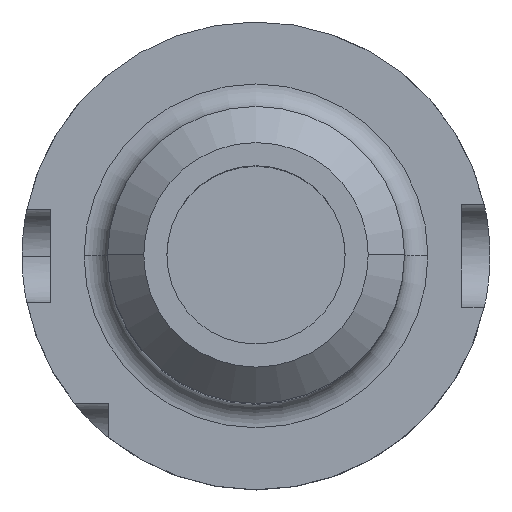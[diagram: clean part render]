
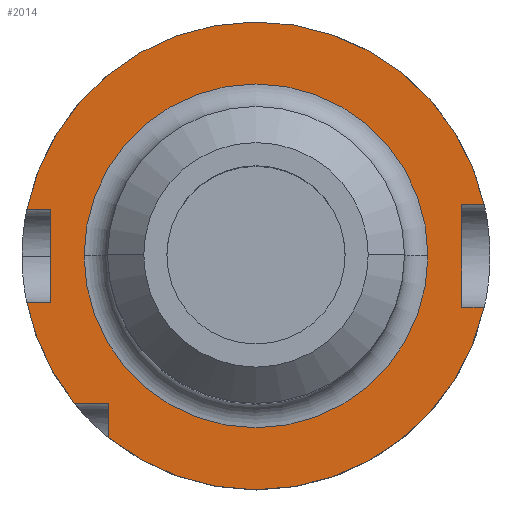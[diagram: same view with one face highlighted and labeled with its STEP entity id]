
A CAD part, top view. The second image highlights one B-rep face of the part: STEP entity #2014.
In plain terms, the highlighted planar face has unit normal (0, 0, 1).
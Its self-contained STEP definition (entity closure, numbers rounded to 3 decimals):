
#97 = VERTEX_POINT ( 'NONE', #1218 ) ;
#129 = ORIENTED_EDGE ( 'NONE', *, *, #2345, .T. ) ;
#130 = CARTESIAN_POINT ( 'NONE',  ( 0., 0., 29. ) ) ;
#168 = CARTESIAN_POINT ( 'NONE',  ( -31.5, 31.75, 29. ) ) ;
#179 = VECTOR ( 'NONE', #1547, 1000. ) ;
#215 = LINE ( 'NONE', #753, #2076 ) ;
#252 = CARTESIAN_POINT ( 'NONE',  ( -36.75, 0., 29. ) ) ;
#284 = LINE ( 'NONE', #2310, #1311 ) ;
#319 = VERTEX_POINT ( 'NONE', #2405 ) ;
#323 = DIRECTION ( 'NONE',  ( -1., 0., 0. ) ) ;
#334 = CARTESIAN_POINT ( 'NONE',  ( 0., -11., 29. ) ) ;
#340 = VECTOR ( 'NONE', #2299, 1000. ) ;
#409 = EDGE_CURVE ( 'NONE', #765, #2507, #476, .T. ) ;
#421 = LINE ( 'NONE', #168, #1462 ) ;
#438 = EDGE_CURVE ( 'NONE', #2029, #97, #1878, .T. ) ;
#440 = VERTEX_POINT ( 'NONE', #1907 ) ;
#448 = ORIENTED_EDGE ( 'NONE', *, *, #1516, .T. ) ;
#449 = EDGE_CURVE ( 'NONE', #319, #672, #284, .T. ) ;
#470 = EDGE_CURVE ( 'NONE', #2029, #701, #685, .T. ) ;
#476 = LINE ( 'NONE', #2103, #340 ) ;
#488 = ORIENTED_EDGE ( 'NONE', *, *, #470, .T. ) ;
#496 = AXIS2_PLACEMENT_3D ( 'NONE', #2344, #1135, #2537 ) ;
#519 = ORIENTED_EDGE ( 'NONE', *, *, #1661, .F. ) ;
#536 = VECTOR ( 'NONE', #1668, 1000. ) ;
#546 = DIRECTION ( 'NONE',  ( 1., 0., 0. ) ) ;
#552 = AXIS2_PLACEMENT_3D ( 'NONE', #1466, #2081, #872 ) ;
#557 = DIRECTION ( 'NONE',  ( 1., 0., 0. ) ) ;
#575 = CARTESIAN_POINT ( 'NONE',  ( -48.99, -10., 29. ) ) ;
#605 = VERTEX_POINT ( 'NONE', #2203 ) ;
#672 = VERTEX_POINT ( 'NONE', #710 ) ;
#681 = AXIS2_PLACEMENT_3D ( 'NONE', #130, #1505, #323 ) ;
#685 = LINE ( 'NONE', #334, #1737 ) ;
#701 = VERTEX_POINT ( 'NONE', #2088 ) ;
#710 = CARTESIAN_POINT ( 'NONE',  ( -44., -10., 29. ) ) ;
#716 = ORIENTED_EDGE ( 'NONE', *, *, #1630, .F. ) ;
#729 = ORIENTED_EDGE ( 'NONE', *, *, #1350, .F. ) ;
#753 = CARTESIAN_POINT ( 'NONE',  ( 0., -10., 29. ) ) ;
#765 = VERTEX_POINT ( 'NONE', #1321 ) ;
#781 = CARTESIAN_POINT ( 'NONE',  ( 0., 0., 29. ) ) ;
#803 = EDGE_CURVE ( 'NONE', #2207, #605, #868, .T. ) ;
#810 = CARTESIAN_POINT ( 'NONE',  ( 0., 0., 29. ) ) ;
#815 = CARTESIAN_POINT ( 'NONE',  ( -38.83, -31.5, 29. ) ) ;
#868 = LINE ( 'NONE', #2534, #916 ) ;
#872 = DIRECTION ( 'NONE',  ( 1., 0., 0. ) ) ;
#902 = DIRECTION ( 'NONE',  ( 0., -1., 0. ) ) ;
#916 = VECTOR ( 'NONE', #546, 1000. ) ;
#932 = VERTEX_POINT ( 'NONE', #575 ) ;
#943 = ORIENTED_EDGE ( 'NONE', *, *, #1924, .F. ) ;
#971 = DIRECTION ( 'NONE',  ( -1., 0., 0. ) ) ;
#975 = ORIENTED_EDGE ( 'NONE', *, *, #803, .T. ) ;
#987 = ORIENTED_EDGE ( 'NONE', *, *, #438, .F. ) ;
#998 = FACE_BOUND ( 'NONE', #1982, .T. ) ;
#1006 = DIRECTION ( 'NONE',  ( -1., 0., 0. ) ) ;
#1054 = DIRECTION ( 'NONE',  ( 0., 0., -1. ) ) ;
#1066 = LINE ( 'NONE', #1451, #536 ) ;
#1098 = ORIENTED_EDGE ( 'NONE', *, *, #2063, .F. ) ;
#1135 = DIRECTION ( 'NONE',  ( 0., 0., -1. ) ) ;
#1147 = CIRCLE ( 'NONE', #1415, 50. ) ;
#1218 = CARTESIAN_POINT ( 'NONE',  ( -31.5, -38.83, 29. ) ) ;
#1271 = CARTESIAN_POINT ( 'NONE',  ( 48.775, -11., 29. ) ) ;
#1288 = AXIS2_PLACEMENT_3D ( 'NONE', #2253, #1054, #2454 ) ;
#1311 = VECTOR ( 'NONE', #902, 1000. ) ;
#1321 = CARTESIAN_POINT ( 'NONE',  ( -31.5, -31.5, 29. ) ) ;
#1350 = EDGE_CURVE ( 'NONE', #932, #672, #215, .T. ) ;
#1415 = AXIS2_PLACEMENT_3D ( 'NONE', #781, #2176, #971 ) ;
#1451 = CARTESIAN_POINT ( 'NONE',  ( 44., -11., 29. ) ) ;
#1462 = VECTOR ( 'NONE', #1545, 1000. ) ;
#1466 = CARTESIAN_POINT ( 'NONE',  ( 0., 31.75, 29. ) ) ;
#1505 = DIRECTION ( 'NONE',  ( 0., 0., -1. ) ) ;
#1512 = DIRECTION ( 'NONE',  ( -1., 0., 0. ) ) ;
#1516 = EDGE_CURVE ( 'NONE', #2266, #440, #2348, .T. ) ;
#1527 = FACE_OUTER_BOUND ( 'NONE', #1811, .T. ) ;
#1545 = DIRECTION ( 'NONE',  ( 0., 1., 0. ) ) ;
#1547 = DIRECTION ( 'NONE',  ( -1., 0., 0. ) ) ;
#1548 = EDGE_CURVE ( 'NONE', #319, #2120, #2287, .T. ) ;
#1630 = EDGE_CURVE ( 'NONE', #2507, #932, #1147, .T. ) ;
#1661 = EDGE_CURVE ( 'NONE', #2120, #605, #2048, .T. ) ;
#1668 = DIRECTION ( 'NONE',  ( 0., -1., 0. ) ) ;
#1676 = ORIENTED_EDGE ( 'NONE', *, *, #1548, .F. ) ;
#1737 = VECTOR ( 'NONE', #1512, 1000. ) ;
#1756 = CARTESIAN_POINT ( 'NONE',  ( 0., 10., 29. ) ) ;
#1811 = EDGE_LOOP ( 'NONE', ( #1831, #1098, #987, #488, #943, #975, #519, #1676, #2087, #729, #716 ) ) ;
#1831 = ORIENTED_EDGE ( 'NONE', *, *, #409, .F. ) ;
#1878 = CIRCLE ( 'NONE', #681, 50. ) ;
#1907 = CARTESIAN_POINT ( 'NONE',  ( 36.75, 0., 29. ) ) ;
#1924 = EDGE_CURVE ( 'NONE', #2207, #701, #1066, .T. ) ;
#1982 = EDGE_LOOP ( 'NONE', ( #129, #448 ) ) ;
#2014 = ADVANCED_FACE ( 'NONE', ( #998, #1527 ), #2273, .T. ) ;
#2029 = VERTEX_POINT ( 'NONE', #1271 ) ;
#2048 = CIRCLE ( 'NONE', #2096, 50. ) ;
#2063 = EDGE_CURVE ( 'NONE', #97, #765, #421, .T. ) ;
#2076 = VECTOR ( 'NONE', #557, 1000. ) ;
#2081 = DIRECTION ( 'NONE',  ( 0., 0., 1. ) ) ;
#2087 = ORIENTED_EDGE ( 'NONE', *, *, #449, .T. ) ;
#2088 = CARTESIAN_POINT ( 'NONE',  ( 44., -11., 29. ) ) ;
#2096 = AXIS2_PLACEMENT_3D ( 'NONE', #810, #2211, #1006 ) ;
#2103 = CARTESIAN_POINT ( 'NONE',  ( 0., -31.5, 29. ) ) ;
#2120 = VERTEX_POINT ( 'NONE', #2360 ) ;
#2176 = DIRECTION ( 'NONE',  ( 0., 0., -1. ) ) ;
#2203 = CARTESIAN_POINT ( 'NONE',  ( 48.775, 11., 29. ) ) ;
#2207 = VERTEX_POINT ( 'NONE', #2400 ) ;
#2211 = DIRECTION ( 'NONE',  ( 0., 0., -1. ) ) ;
#2253 = CARTESIAN_POINT ( 'NONE',  ( 0., 0., 29. ) ) ;
#2266 = VERTEX_POINT ( 'NONE', #252 ) ;
#2273 = PLANE ( 'NONE',  #552 ) ;
#2287 = LINE ( 'NONE', #1756, #179 ) ;
#2299 = DIRECTION ( 'NONE',  ( -1., 0., 0. ) ) ;
#2310 = CARTESIAN_POINT ( 'NONE',  ( -44., -10., 29. ) ) ;
#2344 = CARTESIAN_POINT ( 'NONE',  ( 0., 0., 29. ) ) ;
#2345 = EDGE_CURVE ( 'NONE', #440, #2266, #2530, .T. ) ;
#2348 = CIRCLE ( 'NONE', #496, 36.75 ) ;
#2360 = CARTESIAN_POINT ( 'NONE',  ( -48.99, 10., 29. ) ) ;
#2400 = CARTESIAN_POINT ( 'NONE',  ( 44., 11., 29. ) ) ;
#2405 = CARTESIAN_POINT ( 'NONE',  ( -44., 10., 29. ) ) ;
#2454 = DIRECTION ( 'NONE',  ( 1., 0., 0. ) ) ;
#2507 = VERTEX_POINT ( 'NONE', #815 ) ;
#2530 = CIRCLE ( 'NONE', #1288, 36.75 ) ;
#2534 = CARTESIAN_POINT ( 'NONE',  ( 0., 11., 29. ) ) ;
#2537 = DIRECTION ( 'NONE',  ( 1., 0., 0. ) ) ;
